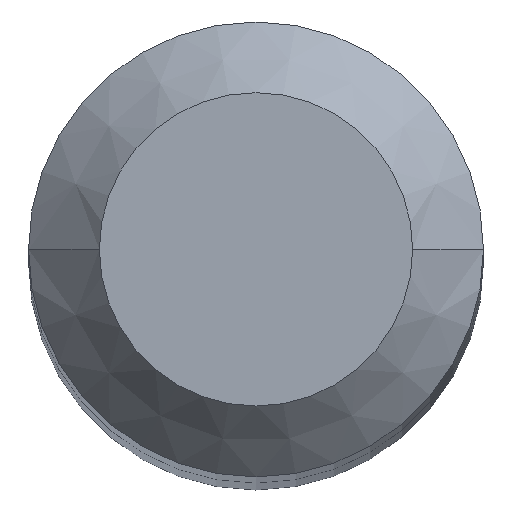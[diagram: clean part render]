
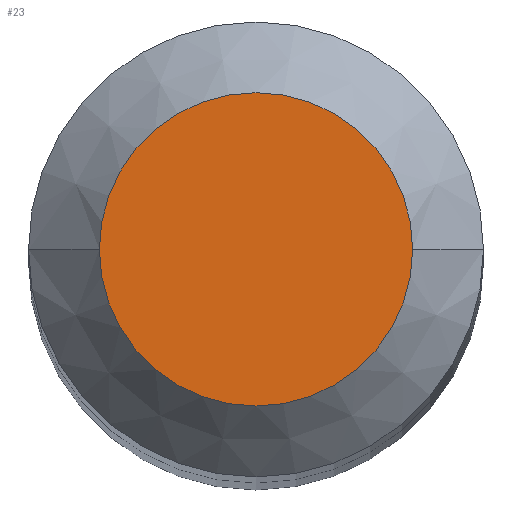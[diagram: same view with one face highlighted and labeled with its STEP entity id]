
A CAD part, top view. The second image highlights one B-rep face of the part: STEP entity #23.
In plain terms, the highlighted planar face has unit normal (0, 0, 1).
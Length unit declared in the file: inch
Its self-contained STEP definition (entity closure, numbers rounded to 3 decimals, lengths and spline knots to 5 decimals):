
#5 = CIRCLE ( 'NONE', #184, 0.06915 ) ;
#18 = DIRECTION ( 'NONE',  ( -1., 0., 0. ) ) ;
#20 = PLANE ( 'NONE',  #218 ) ;
#23 = ADVANCED_FACE ( 'NONE', ( #202 ), #20, .F. ) ;
#64 = VERTEX_POINT ( 'NONE', #376 ) ;
#85 = EDGE_CURVE ( 'NONE', #95, #64, #5, .T. ) ;
#86 = DIRECTION ( 'NONE',  ( 0., 0., 1. ) ) ;
#95 = VERTEX_POINT ( 'NONE', #106 ) ;
#106 = CARTESIAN_POINT ( 'NONE',  ( -0.06915, 0., 0. ) ) ;
#141 = DIRECTION ( 'NONE',  ( 1., 0., 0. ) ) ;
#152 = CIRCLE ( 'NONE', #270, 0.06915 ) ;
#177 = CARTESIAN_POINT ( 'NONE',  ( 0., 0., 0. ) ) ;
#184 = AXIS2_PLACEMENT_3D ( 'NONE', #177, #318, #141 ) ;
#198 = DIRECTION ( 'NONE',  ( 0., 0., -1. ) ) ;
#202 = FACE_OUTER_BOUND ( 'NONE', #335, .T. ) ;
#214 = EDGE_CURVE ( 'NONE', #64, #95, #152, .T. ) ;
#215 = DIRECTION ( 'NONE',  ( 1., 0., 0. ) ) ;
#218 = AXIS2_PLACEMENT_3D ( 'NONE', #288, #198, #18 ) ;
#268 = CARTESIAN_POINT ( 'NONE',  ( 0., 0., 0. ) ) ;
#270 = AXIS2_PLACEMENT_3D ( 'NONE', #268, #86, #215 ) ;
#288 = CARTESIAN_POINT ( 'NONE',  ( 0., 0., 0. ) ) ;
#317 = ORIENTED_EDGE ( 'NONE', *, *, #214, .T. ) ;
#318 = DIRECTION ( 'NONE',  ( 0., 0., 1. ) ) ;
#335 = EDGE_LOOP ( 'NONE', ( #368, #317 ) ) ;
#368 = ORIENTED_EDGE ( 'NONE', *, *, #85, .T. ) ;
#376 = CARTESIAN_POINT ( 'NONE',  ( 0.06915, 0., 0. ) ) ;
